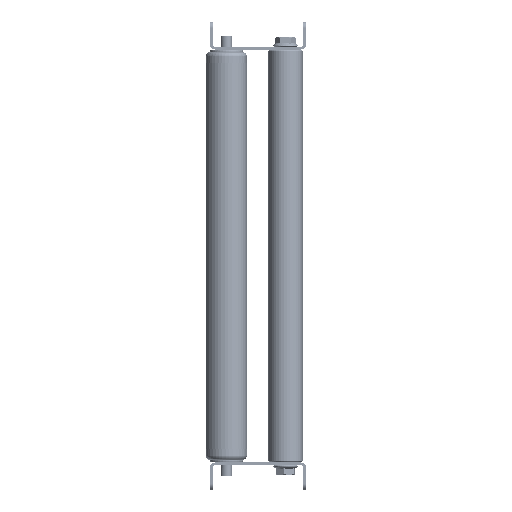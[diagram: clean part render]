
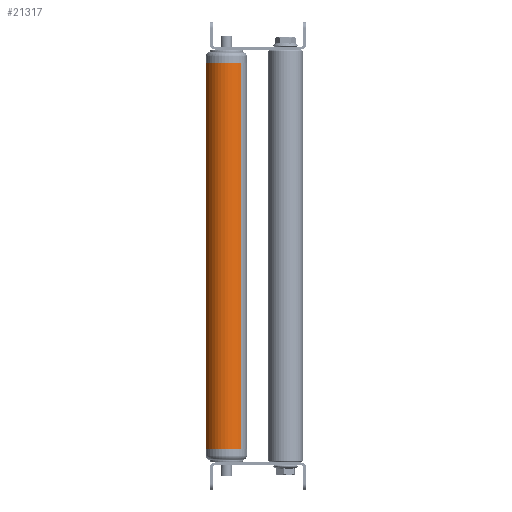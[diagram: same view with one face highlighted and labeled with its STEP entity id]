
A CAD part, left-side view. The second image highlights one B-rep face of the part: STEP entity #21317.
In plain terms, the highlighted cylindrical face has radius 15 mm (diameter 30 mm), a partial arc.
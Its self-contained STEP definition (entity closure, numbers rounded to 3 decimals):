
#274 = CARTESIAN_POINT ( 'NONE',  ( 280., 0., 15. ) ) ;
#688 = ORIENTED_EDGE ( 'NONE', *, *, #19509, .T. ) ;
#1261 = AXIS2_PLACEMENT_3D ( 'NONE', #3525, #15574, #15822 ) ;
#2387 = ORIENTED_EDGE ( 'NONE', *, *, #9300, .T. ) ;
#3525 = CARTESIAN_POINT ( 'NONE',  ( 280., 0., 0. ) ) ;
#3580 = DIRECTION ( 'NONE',  ( -1., 0., 0. ) ) ;
#3728 = ORIENTED_EDGE ( 'NONE', *, *, #7185, .F. ) ;
#4405 = FACE_OUTER_BOUND ( 'NONE', #15547, .T. ) ;
#6851 = DIRECTION ( 'NONE',  ( -1., 0., 0. ) ) ;
#6856 = CARTESIAN_POINT ( 'NONE',  ( 0., 0., 0. ) ) ;
#7185 = EDGE_CURVE ( 'NONE', #22490, #16628, #13875, .T. ) ;
#7723 = CARTESIAN_POINT ( 'NONE',  ( 0., 0., 15. ) ) ;
#8166 = AXIS2_PLACEMENT_3D ( 'NONE', #12673, #6851, #10776 ) ;
#8582 = AXIS2_PLACEMENT_3D ( 'NONE', #6856, #19297, #10628 ) ;
#8802 = LINE ( 'NONE', #9065, #25754 ) ;
#9065 = CARTESIAN_POINT ( 'NONE',  ( 280., 0., 15. ) ) ;
#9300 = EDGE_CURVE ( 'NONE', #13680, #16628, #16357, .T. ) ;
#9856 = EDGE_CURVE ( 'NONE', #24298, #22490, #20299, .T. ) ;
#10628 = DIRECTION ( 'NONE',  ( 0., 0., -1. ) ) ;
#10776 = DIRECTION ( 'NONE',  ( 0., 0., 1. ) ) ;
#12673 = CARTESIAN_POINT ( 'NONE',  ( 280., 0., 0. ) ) ;
#13680 = VERTEX_POINT ( 'NONE', #7723 ) ;
#13875 = LINE ( 'NONE', #22154, #26224 ) ;
#14749 = DIRECTION ( 'NONE',  ( -1., 0., 0. ) ) ;
#15225 = CYLINDRICAL_SURFACE ( 'NONE', #8166, 15. ) ;
#15547 = EDGE_LOOP ( 'NONE', ( #3728, #25628, #688, #2387 ) ) ;
#15574 = DIRECTION ( 'NONE',  ( 1., 0., 0. ) ) ;
#15822 = DIRECTION ( 'NONE',  ( 0., 0., -1. ) ) ;
#16357 = CIRCLE ( 'NONE', #8582, 15. ) ;
#16628 = VERTEX_POINT ( 'NONE', #22536 ) ;
#19297 = DIRECTION ( 'NONE',  ( 1., 0., 0. ) ) ;
#19509 = EDGE_CURVE ( 'NONE', #24298, #13680, #8802, .T. ) ;
#20299 = CIRCLE ( 'NONE', #1261, 15. ) ;
#21317 = ADVANCED_FACE ( 'NONE', ( #4405 ), #15225, .T. ) ;
#22154 = CARTESIAN_POINT ( 'NONE',  ( 280., 0., -15. ) ) ;
#22490 = VERTEX_POINT ( 'NONE', #22634 ) ;
#22536 = CARTESIAN_POINT ( 'NONE',  ( 0., 0., -15. ) ) ;
#22634 = CARTESIAN_POINT ( 'NONE',  ( 280., 0., -15. ) ) ;
#24298 = VERTEX_POINT ( 'NONE', #274 ) ;
#25628 = ORIENTED_EDGE ( 'NONE', *, *, #9856, .F. ) ;
#25754 = VECTOR ( 'NONE', #14749, 1000. ) ;
#26224 = VECTOR ( 'NONE', #3580, 1000. ) ;
